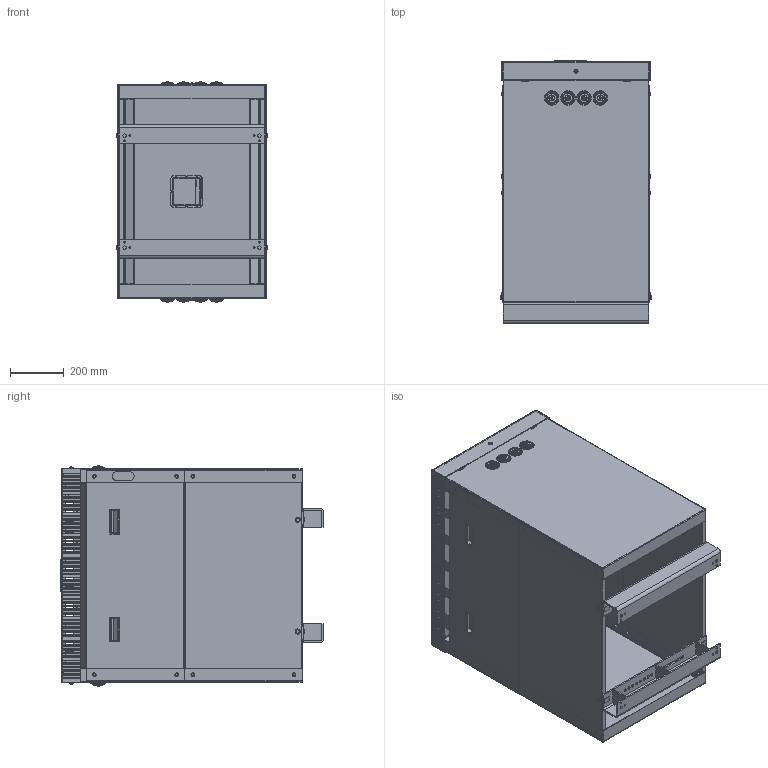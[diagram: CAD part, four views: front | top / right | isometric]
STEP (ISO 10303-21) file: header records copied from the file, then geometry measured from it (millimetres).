
FILE_DESCRIPTION(/* description */ (''),/* implementation_level */ '2;1');
FILE_NAME(/* name */ 'CAJ23RC90-1E.stp',/* time_stamp */ '2023-12-18T12:29:56+01:00',/* author */ ('ops'),/* organization */ (''),/* preprocessor_version */ 'ST-DEVELOPER v16.13',/* originating_system */ 'Autodesk Inventor 2018',/* authorisation */ '');
FILE_SCHEMA (('AUTOMOTIVE_DESIGN { 1 0 10303 214 3 1 1 }'));
Products named in the file (1): CAJ23RC90-1E
Bounding box: 558.2 x 974.09 x 816.48 mm (x, y, z)
Surface area: 6992750.2 mm2 (no closed solid volume)
Topology: 0 solids, 127 shells, 2127 faces, 6780 edges, 4700 vertices
Faces by surface type: plane 1440, cylinder 348, bspline 162, torus 96, cone 73, sphere 8
Full cylindrical faces by diameter (mm): 4 x12, 5 x2, 6.48 x4, 7 x8, 8.5 x8, 11 x16, 11.4 x4, 12 x4, 13.59 x16, 15 x2, 18.8 x4, 22 x8, 36 x8, 45 x8, 48 x4, 56 x4
Entity records: 78281 total; most frequent: CARTESIAN_POINT 18233, DIRECTION 11537, ORIENTED_EDGE 11065, EDGE_CURVE 6574, LINE 4701, VECTOR 4701, VERTEX_POINT 4698, AXIS2_PLACEMENT_3D 3418
